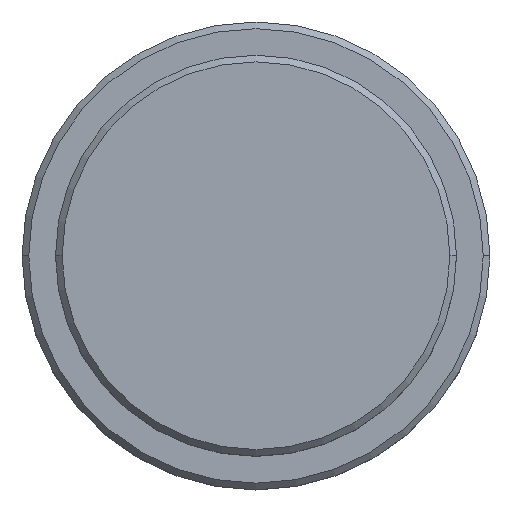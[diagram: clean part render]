
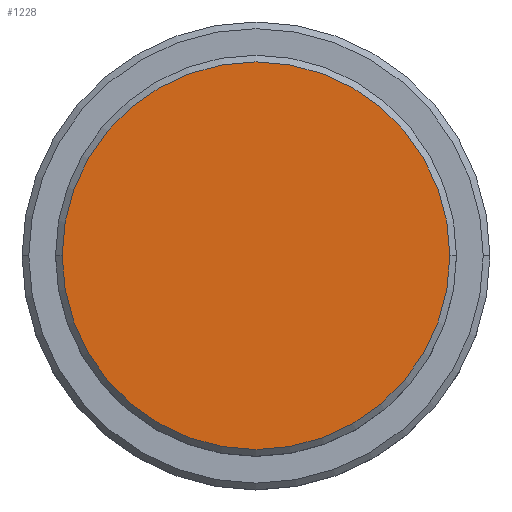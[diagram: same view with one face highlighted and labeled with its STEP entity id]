
A CAD part, top view. The second image highlights one B-rep face of the part: STEP entity #1228.
In plain terms, the highlighted planar face has unit normal (0, 0, 1).
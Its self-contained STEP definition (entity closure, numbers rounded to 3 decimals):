
#3 = FACE_OUTER_BOUND ( 'NONE', #1294, .T. ) ;
#24 = EDGE_CURVE ( 'NONE', #93, #1307, #771, .T. ) ;
#26 = AXIS2_PLACEMENT_3D ( 'NONE', #114, #855, #230 ) ;
#77 = CARTESIAN_POINT ( 'NONE',  ( 0., 0., 0. ) ) ;
#93 = VERTEX_POINT ( 'NONE', #1137 ) ;
#112 = PLANE ( 'NONE',  #264 ) ;
#114 = CARTESIAN_POINT ( 'NONE',  ( 0., 0., 0. ) ) ;
#124 = DIRECTION ( 'NONE',  ( 1., 0., 0. ) ) ;
#230 = DIRECTION ( 'NONE',  ( 1., 0., 0. ) ) ;
#264 = AXIS2_PLACEMENT_3D ( 'NONE', #423, #436, #124 ) ;
#302 = DIRECTION ( 'NONE',  ( 0., 0., 1. ) ) ;
#423 = CARTESIAN_POINT ( 'NONE',  ( 0., 0., 0. ) ) ;
#436 = DIRECTION ( 'NONE',  ( 0., 0., 1. ) ) ;
#771 = CIRCLE ( 'NONE', #26, 14.5 ) ;
#855 = DIRECTION ( 'NONE',  ( 0., 0., 1. ) ) ;
#967 = AXIS2_PLACEMENT_3D ( 'NONE', #77, #302, #1038 ) ;
#1038 = DIRECTION ( 'NONE',  ( 1., 0., 0. ) ) ;
#1137 = CARTESIAN_POINT ( 'NONE',  ( -14.5, 0., 0. ) ) ;
#1181 = ORIENTED_EDGE ( 'NONE', *, *, #1193, .T. ) ;
#1193 = EDGE_CURVE ( 'NONE', #1307, #93, #1379, .T. ) ;
#1195 = CARTESIAN_POINT ( 'NONE',  ( 14.5, 0., 0. ) ) ;
#1228 = ADVANCED_FACE ( 'NONE', ( #3 ), #112, .T. ) ;
#1294 = EDGE_LOOP ( 'NONE', ( #1337, #1181 ) ) ;
#1307 = VERTEX_POINT ( 'NONE', #1195 ) ;
#1337 = ORIENTED_EDGE ( 'NONE', *, *, #24, .T. ) ;
#1379 = CIRCLE ( 'NONE', #967, 14.5 ) ;
